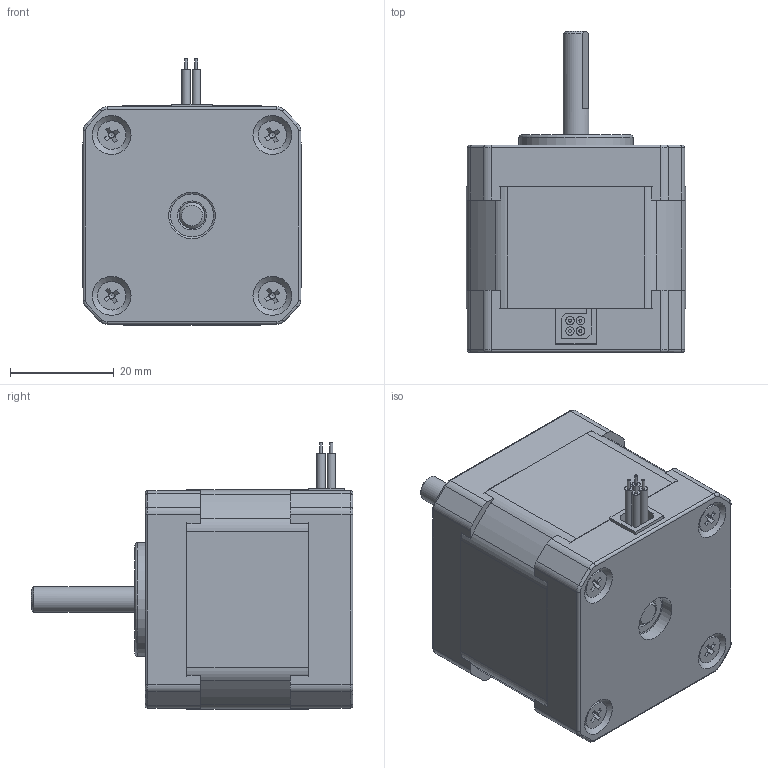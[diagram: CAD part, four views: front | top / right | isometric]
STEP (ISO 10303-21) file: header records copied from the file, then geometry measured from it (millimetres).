
FILE_DESCRIPTION(/* description */ (''),/* implementation_level */ '2;1');
FILE_NAME(/* name */ '17HM15-0904S.step',/* time_stamp */ '2020-11-08T06:47:05-05:00',/* author */ (''),/* organization */ (''),/* preprocessor_version */ 'ST-DEVELOPER v18.1',/* originating_system */ 'Autodesk Translation Framework v9.3.0.1241',/* authorisation */ '');
FILE_SCHEMA (('AUTOMOTIVE_DESIGN { 1 0 10303 214 3 1 1 }'));
Length unit declared in the file: millimetre
Products named in the file (1): 17HM15-0904S
Bounding box: 42.3 x 62 x 51.35 mm (x, y, z)
Volume: 51408.4 mm3; surface area: 24501 mm2
Topology: 11 solids, 11 shells, 351 faces, 814 edges, 502 vertices
Faces by surface type: plane 165, cylinder 101, cone 51, torus 34
Full cylindrical faces by diameter (mm): 0.559 x4, 1.615 x4, 2.5 x12, 3 x4, 5 x3, 5.5 x4, 7.3 x1, 8.3 x4, 9 x1, 12.7 x4, 16 x4, 22 x1, 23 x1, 31 x1, 33 x1
Entity records: 10007 total; most frequent: DIRECTION 1858, CARTESIAN_POINT 1732, ORIENTED_EDGE 1620, EDGE_CURVE 810, AXIS2_PLACEMENT_3D 730, VERTEX_POINT 502, EDGE_LOOP 406, LINE 398
